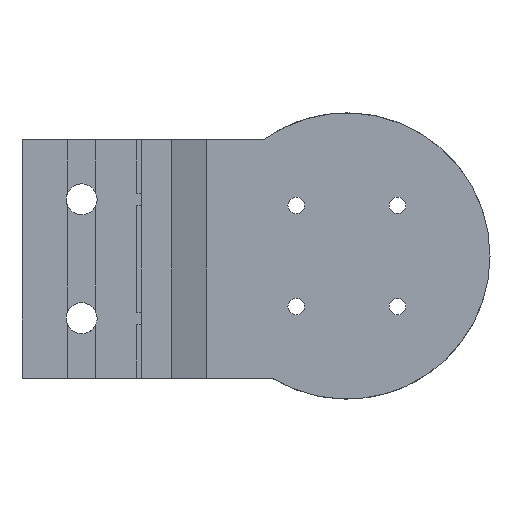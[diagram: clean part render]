
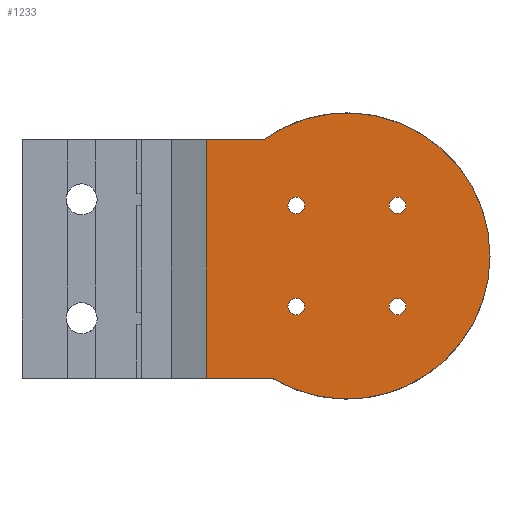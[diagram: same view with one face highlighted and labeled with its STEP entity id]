
A CAD part, front view. The second image highlights one B-rep face of the part: STEP entity #1233.
In plain terms, the highlighted planar face has unit normal (0, -1, 0).
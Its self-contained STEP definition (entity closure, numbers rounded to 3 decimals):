
#31=FACE_BOUND('',#217,.T.);
#32=FACE_BOUND('',#218,.T.);
#33=FACE_BOUND('',#219,.T.);
#34=FACE_BOUND('',#220,.T.);
#79=CIRCLE('',#1307,1.4);
#81=CIRCLE('',#1311,1.4);
#83=CIRCLE('',#1315,1.4);
#85=CIRCLE('',#1319,1.4);
#87=CIRCLE('',#1323,24.);
#88=CIRCLE('',#1324,24.);
#148=FACE_OUTER_BOUND('',#216,.T.);
#216=EDGE_LOOP('',(#1122,#1123,#1124,#1125,#1126));
#217=EDGE_LOOP('',(#1127));
#218=EDGE_LOOP('',(#1128));
#219=EDGE_LOOP('',(#1129));
#220=EDGE_LOOP('',(#1130));
#293=LINE('',#1877,#425);
#299=LINE('',#1888,#431);
#334=LINE('',#1999,#466);
#425=VECTOR('',#1513,10.);
#431=VECTOR('',#1521,10.);
#466=VECTOR('',#1644,10.);
#553=VERTEX_POINT('',#1874);
#554=VERTEX_POINT('',#1876);
#557=VERTEX_POINT('',#1884);
#575=VERTEX_POINT('',#1939);
#577=VERTEX_POINT('',#1947);
#579=VERTEX_POINT('',#1955);
#581=VERTEX_POINT('',#1963);
#586=VERTEX_POINT('',#1977);
#587=VERTEX_POINT('',#1980);
#696=EDGE_CURVE('',#554,#553,#293,.T.);
#702=EDGE_CURVE('',#557,#554,#299,.T.);
#728=EDGE_CURVE('',#575,#575,#79,.T.);
#732=EDGE_CURVE('',#577,#577,#81,.T.);
#736=EDGE_CURVE('',#579,#579,#83,.T.);
#740=EDGE_CURVE('',#581,#581,#85,.T.);
#747=EDGE_CURVE('',#586,#553,#87,.T.);
#749=EDGE_CURVE('',#587,#586,#88,.T.);
#758=EDGE_CURVE('',#557,#587,#334,.T.);
#1122=ORIENTED_EDGE('',*,*,#702,.T.);
#1123=ORIENTED_EDGE('',*,*,#696,.T.);
#1124=ORIENTED_EDGE('',*,*,#747,.F.);
#1125=ORIENTED_EDGE('',*,*,#749,.F.);
#1126=ORIENTED_EDGE('',*,*,#758,.F.);
#1127=ORIENTED_EDGE('',*,*,#740,.T.);
#1128=ORIENTED_EDGE('',*,*,#736,.T.);
#1129=ORIENTED_EDGE('',*,*,#728,.T.);
#1130=ORIENTED_EDGE('',*,*,#732,.T.);
#1173=PLANE('',#1340);
#1233=ADVANCED_FACE('',(#148,#31,#32,#33,#34),#1173,.T.);
#1307=AXIS2_PLACEMENT_3D('',#1941,#1578,#1579);
#1311=AXIS2_PLACEMENT_3D('',#1949,#1588,#1589);
#1315=AXIS2_PLACEMENT_3D('',#1957,#1598,#1599);
#1319=AXIS2_PLACEMENT_3D('',#1965,#1608,#1609);
#1323=AXIS2_PLACEMENT_3D('',#1979,#1621,#1622);
#1324=AXIS2_PLACEMENT_3D('',#1982,#1624,#1625);
#1340=AXIS2_PLACEMENT_3D('',#2037,#1683,#1684);
#1513=DIRECTION('',(1.,0.,0.));
#1521=DIRECTION('',(0.,0.,-1.));
#1578=DIRECTION('center_axis',(0.,1.,0.));
#1579=DIRECTION('ref_axis',(-1.,0.,0.));
#1588=DIRECTION('center_axis',(0.,1.,0.));
#1589=DIRECTION('ref_axis',(-1.,0.,0.));
#1598=DIRECTION('center_axis',(0.,1.,0.));
#1599=DIRECTION('ref_axis',(-1.,0.,0.));
#1608=DIRECTION('center_axis',(0.,1.,0.));
#1609=DIRECTION('ref_axis',(-1.,0.,0.));
#1621=DIRECTION('center_axis',(0.,1.,0.));
#1622=DIRECTION('ref_axis',(-1.,0.,0.));
#1624=DIRECTION('center_axis',(0.,1.,0.));
#1625=DIRECTION('ref_axis',(-1.,0.,0.));
#1644=DIRECTION('',(1.,0.,0.));
#1683=DIRECTION('center_axis',(0.,-1.,0.));
#1684=DIRECTION('ref_axis',(0.,0.,-1.));
#1874=CARTESIAN_POINT('',(-27.98,41.,0.));
#1876=CARTESIAN_POINT('',(-39.033,41.,0.));
#1877=CARTESIAN_POINT('',(-11.5,41.,0.));
#1884=CARTESIAN_POINT('',(-39.033,41.,40.));
#1888=CARTESIAN_POINT('',(-39.033,41.,20.));
#1939=CARTESIAN_POINT('',(-5.615,41.,28.985));
#1941=CARTESIAN_POINT('Origin',(-7.015,41.,28.985));
#1947=CARTESIAN_POINT('',(-5.615,41.,12.015));
#1949=CARTESIAN_POINT('Origin',(-7.015,41.,12.015));
#1955=CARTESIAN_POINT('',(-22.585,41.,12.015));
#1957=CARTESIAN_POINT('Origin',(-23.985,41.,12.015));
#1963=CARTESIAN_POINT('',(-22.585,41.,28.985));
#1965=CARTESIAN_POINT('Origin',(-23.985,41.,28.985));
#1977=CARTESIAN_POINT('',(8.5,41.,20.5));
#1979=CARTESIAN_POINT('Origin',(-15.5,41.,20.5));
#1980=CARTESIAN_POINT('',(-29.491,41.,40.));
#1982=CARTESIAN_POINT('Origin',(-15.5,41.,20.5));
#1999=CARTESIAN_POINT('',(-45.,41.,40.));
#2037=CARTESIAN_POINT('Origin',(-45.,41.,40.));
